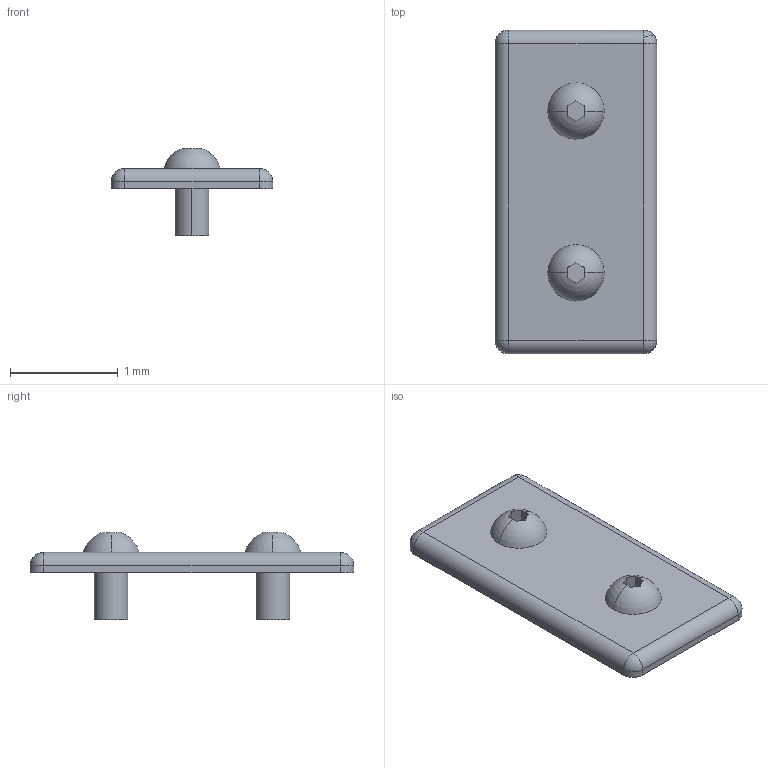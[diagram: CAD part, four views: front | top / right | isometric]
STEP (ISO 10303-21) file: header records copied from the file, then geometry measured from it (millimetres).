
FILE_DESCRIPTION((''),'2;1');
FILE_NAME('15AC7830.stp','2015-07-16T10:28:41',(''),(''),'Mechanical Desktop 2011','Mechanical Desktop 2011',', , ');
FILE_SCHEMA(('CONFIG_CONTROL_DESIGN'));
Length unit declared in the file: millimetre
Products named in the file (1): Product
Bounding box: 1.5 x 3 x 0.81 mm (x, y, z)
Volume: 0.9 mm3; surface area: 12.7 mm2
Topology: 3 solids, 3 shells, 49 faces, 114 edges, 71 vertices
Faces by surface type: plane 24, cylinder 16, sphere 9
Entity records: 1497 total; most frequent: DIRECTION 272, CARTESIAN_POINT 233, ORIENTED_EDGE 224, EDGE_CURVE 112, AXIS2_PLACEMENT_3D 110, VERTEX_POINT 71, CIRCLE 60, EDGE_LOOP 55
